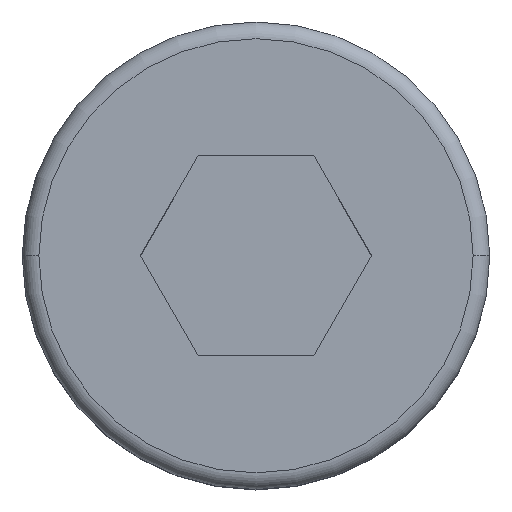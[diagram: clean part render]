
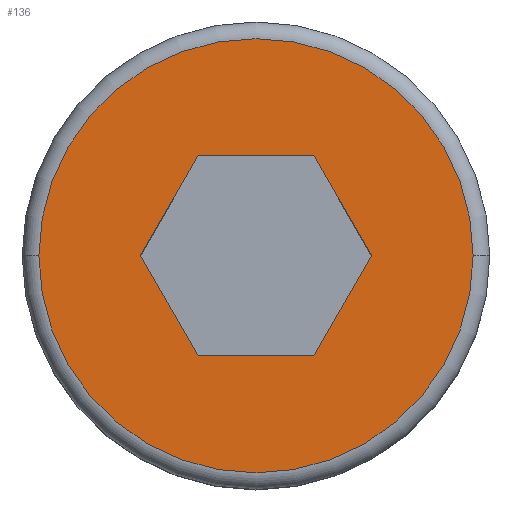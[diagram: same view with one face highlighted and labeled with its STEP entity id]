
A CAD part, top view. The second image highlights one B-rep face of the part: STEP entity #136.
In plain terms, the highlighted planar face has unit normal (0, 0, 1).
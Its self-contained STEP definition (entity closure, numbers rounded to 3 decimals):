
#2 = VECTOR ( 'NONE', #471, 1000. ) ;
#5 = VERTEX_POINT ( 'NONE', #298 ) ;
#13 = CARTESIAN_POINT ( 'NONE',  ( 0., 0., 4. ) ) ;
#31 = EDGE_LOOP ( 'NONE', ( #400, #551 ) ) ;
#32 = DIRECTION ( 'NONE',  ( 0., 0., 1. ) ) ;
#36 = CARTESIAN_POINT ( 'NONE',  ( -3.25, 0., 4. ) ) ;
#39 = LINE ( 'NONE', #419, #2 ) ;
#47 = EDGE_CURVE ( 'NONE', #295, #458, #64, .T. ) ;
#54 = LINE ( 'NONE', #196, #111 ) ;
#64 = LINE ( 'NONE', #110, #467 ) ;
#68 = DIRECTION ( 'NONE',  ( -0.5, -0.866, 0. ) ) ;
#72 = VERTEX_POINT ( 'NONE', #36 ) ;
#79 = CARTESIAN_POINT ( 'NONE',  ( 0., 0., 4. ) ) ;
#90 = DIRECTION ( 'NONE',  ( -1., 0., 0. ) ) ;
#110 = CARTESIAN_POINT ( 'NONE',  ( -1.732, 0., 4. ) ) ;
#111 = VECTOR ( 'NONE', #90, 1000. ) ;
#118 = PLANE ( 'NONE',  #313 ) ;
#123 = AXIS2_PLACEMENT_3D ( 'NONE', #79, #32, #229 ) ;
#136 = ADVANCED_FACE ( 'NONE', ( #448, #303 ), #118, .T. ) ;
#149 = ORIENTED_EDGE ( 'NONE', *, *, #245, .F. ) ;
#152 = CIRCLE ( 'NONE', #292, 3.25 ) ;
#165 = VERTEX_POINT ( 'NONE', #510 ) ;
#166 = EDGE_CURVE ( 'NONE', #458, #233, #440, .T. ) ;
#172 = DIRECTION ( 'NONE',  ( 0.5, 0.866, 0. ) ) ;
#185 = CARTESIAN_POINT ( 'NONE',  ( 0., 0., 4. ) ) ;
#193 = EDGE_CURVE ( 'NONE', #233, #5, #597, .T. ) ;
#196 = CARTESIAN_POINT ( 'NONE',  ( 0.866, 1.5, 4. ) ) ;
#198 = DIRECTION ( 'NONE',  ( 0., 0., 1. ) ) ;
#204 = DIRECTION ( 'NONE',  ( 0.5, -0.866, 0. ) ) ;
#226 = EDGE_LOOP ( 'NONE', ( #370, #300, #401, #590, #476, #149 ) ) ;
#229 = DIRECTION ( 'NONE',  ( 1., 0., 0. ) ) ;
#233 = VERTEX_POINT ( 'NONE', #483 ) ;
#235 = CIRCLE ( 'NONE', #123, 3.25 ) ;
#238 = CARTESIAN_POINT ( 'NONE',  ( -0.866, 1.5, 4. ) ) ;
#245 = EDGE_CURVE ( 'NONE', #546, #335, #54, .T. ) ;
#257 = VECTOR ( 'NONE', #413, 1000. ) ;
#292 = AXIS2_PLACEMENT_3D ( 'NONE', #185, #198, #393 ) ;
#295 = VERTEX_POINT ( 'NONE', #490 ) ;
#298 = CARTESIAN_POINT ( 'NONE',  ( 1.732, 0., 4. ) ) ;
#300 = ORIENTED_EDGE ( 'NONE', *, *, #193, .F. ) ;
#303 = FACE_OUTER_BOUND ( 'NONE', #31, .T. ) ;
#313 = AXIS2_PLACEMENT_3D ( 'NONE', #13, #346, #406 ) ;
#320 = VECTOR ( 'NONE', #172, 1000. ) ;
#335 = VERTEX_POINT ( 'NONE', #366 ) ;
#342 = EDGE_CURVE ( 'NONE', #165, #72, #235, .T. ) ;
#346 = DIRECTION ( 'NONE',  ( 0., 0., 1. ) ) ;
#361 = CARTESIAN_POINT ( 'NONE',  ( 0.866, -1.5, 4. ) ) ;
#366 = CARTESIAN_POINT ( 'NONE',  ( -0.866, 1.5, 4. ) ) ;
#370 = ORIENTED_EDGE ( 'NONE', *, *, #524, .F. ) ;
#378 = CARTESIAN_POINT ( 'NONE',  ( -0.866, -1.5, 4. ) ) ;
#388 = VECTOR ( 'NONE', #68, 1000. ) ;
#393 = DIRECTION ( 'NONE',  ( 1., 0., 0. ) ) ;
#400 = ORIENTED_EDGE ( 'NONE', *, *, #342, .T. ) ;
#401 = ORIENTED_EDGE ( 'NONE', *, *, #166, .F. ) ;
#406 = DIRECTION ( 'NONE',  ( 1., 0., 0. ) ) ;
#413 = DIRECTION ( 'NONE',  ( 1., 0., 0. ) ) ;
#419 = CARTESIAN_POINT ( 'NONE',  ( 1.732, 0., 4. ) ) ;
#425 = CARTESIAN_POINT ( 'NONE',  ( 0.866, 1.5, 4. ) ) ;
#440 = LINE ( 'NONE', #441, #257 ) ;
#441 = CARTESIAN_POINT ( 'NONE',  ( -0.866, -1.5, 4. ) ) ;
#448 = FACE_BOUND ( 'NONE', #226, .T. ) ;
#458 = VERTEX_POINT ( 'NONE', #378 ) ;
#467 = VECTOR ( 'NONE', #204, 1000. ) ;
#471 = DIRECTION ( 'NONE',  ( -0.5, 0.866, 0. ) ) ;
#476 = ORIENTED_EDGE ( 'NONE', *, *, #586, .F. ) ;
#483 = CARTESIAN_POINT ( 'NONE',  ( 0.866, -1.5, 4. ) ) ;
#490 = CARTESIAN_POINT ( 'NONE',  ( -1.732, 0., 4. ) ) ;
#510 = CARTESIAN_POINT ( 'NONE',  ( 3.25, 0., 4. ) ) ;
#524 = EDGE_CURVE ( 'NONE', #5, #546, #39, .T. ) ;
#545 = LINE ( 'NONE', #238, #388 ) ;
#546 = VERTEX_POINT ( 'NONE', #425 ) ;
#551 = ORIENTED_EDGE ( 'NONE', *, *, #572, .T. ) ;
#572 = EDGE_CURVE ( 'NONE', #72, #165, #152, .T. ) ;
#586 = EDGE_CURVE ( 'NONE', #335, #295, #545, .T. ) ;
#590 = ORIENTED_EDGE ( 'NONE', *, *, #47, .F. ) ;
#597 = LINE ( 'NONE', #361, #320 ) ;
